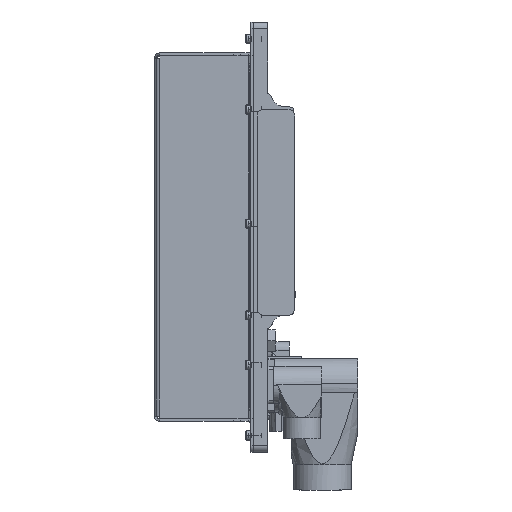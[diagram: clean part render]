
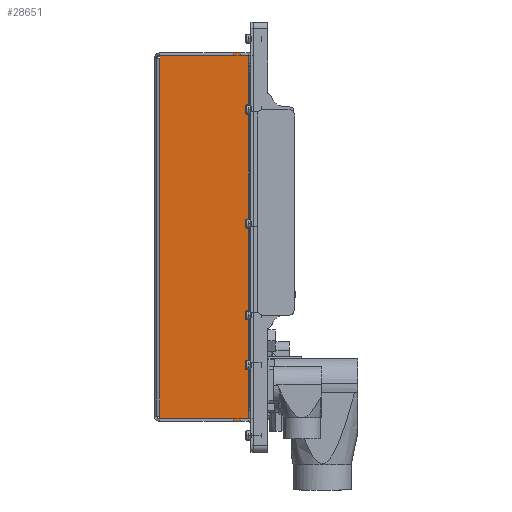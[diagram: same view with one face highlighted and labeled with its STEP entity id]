
A CAD part, left-side view. The second image highlights one B-rep face of the part: STEP entity #28651.
In plain terms, the highlighted face is planar.
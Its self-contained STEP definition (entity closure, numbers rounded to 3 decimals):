
#22 = EDGE_CURVE ( 'NONE', #2463, #17168, #30123, .T. ) ;
#440 = VECTOR ( 'NONE', #13080, 1000. ) ;
#524 = VERTEX_POINT ( 'NONE', #28905 ) ;
#570 = CARTESIAN_POINT ( 'NONE',  ( 134.95, 66.716, -4.004 ) ) ;
#640 = VERTEX_POINT ( 'NONE', #1838 ) ;
#914 = EDGE_CURVE ( 'NONE', #15959, #2411, #20863, .T. ) ;
#987 = FACE_OUTER_BOUND ( 'NONE', #16946, .T. ) ;
#1003 = DIRECTION ( 'NONE',  ( -1., 0., 0. ) ) ;
#1833 = DIRECTION ( 'NONE',  ( 0., 0., 1. ) ) ;
#1838 = CARTESIAN_POINT ( 'NONE',  ( -134.95, 66.716, -64.004 ) ) ;
#1885 = VECTOR ( 'NONE', #26780, 1000. ) ;
#2247 = DIRECTION ( 'NONE',  ( 0., 0., -1. ) ) ;
#2411 = VERTEX_POINT ( 'NONE', #20495 ) ;
#2463 = VERTEX_POINT ( 'NONE', #9050 ) ;
#2544 = VECTOR ( 'NONE', #11397, 1000. ) ;
#2667 = CARTESIAN_POINT ( 'NONE',  ( -134.95, 66.716, -70.004 ) ) ;
#3169 = LINE ( 'NONE', #2667, #31177 ) ;
#3820 = ORIENTED_EDGE ( 'NONE', *, *, #10055, .T. ) ;
#3884 = EDGE_CURVE ( 'NONE', #17982, #2463, #31204, .T. ) ;
#4073 = VECTOR ( 'NONE', #20516, 1000. ) ;
#4422 = DIRECTION ( 'NONE',  ( -1., 0., 0. ) ) ;
#5131 = ORIENTED_EDGE ( 'NONE', *, *, #6372, .T. ) ;
#5435 = EDGE_CURVE ( 'NONE', #2411, #26384, #12694, .T. ) ;
#5732 = EDGE_CURVE ( 'NONE', #10604, #15959, #22146, .T. ) ;
#6127 = CARTESIAN_POINT ( 'NONE',  ( 133., 66.716, 1051.426 ) ) ;
#6131 = CARTESIAN_POINT ( 'NONE',  ( 134.95, 66.716, -70.004 ) ) ;
#6325 = ORIENTED_EDGE ( 'NONE', *, *, #5732, .T. ) ;
#6329 = LINE ( 'NONE', #26758, #8957 ) ;
#6372 = EDGE_CURVE ( 'NONE', #26384, #17982, #6329, .T. ) ;
#6404 = CARTESIAN_POINT ( 'NONE',  ( 134.95, 66.716, -64.004 ) ) ;
#6816 = LINE ( 'NONE', #14911, #24284 ) ;
#7125 = ORIENTED_EDGE ( 'NONE', *, *, #5435, .T. ) ;
#7414 = VECTOR ( 'NONE', #29597, 1000. ) ;
#7428 = EDGE_CURVE ( 'NONE', #10658, #14640, #32490, .T. ) ;
#7872 = CARTESIAN_POINT ( 'NONE',  ( 134.95, 66.716, -59.004 ) ) ;
#7935 = CARTESIAN_POINT ( 'NONE',  ( -134.95, 66.716, -70.004 ) ) ;
#8429 = CARTESIAN_POINT ( 'NONE',  ( -134.95, 66.716, -59.004 ) ) ;
#8957 = VECTOR ( 'NONE', #32675, 1000. ) ;
#9050 = CARTESIAN_POINT ( 'NONE',  ( -137., 66.716, -59.004 ) ) ;
#9315 = LINE ( 'NONE', #17113, #7414 ) ;
#9472 = EDGE_CURVE ( 'NONE', #27325, #524, #28900, .T. ) ;
#9720 = CARTESIAN_POINT ( 'NONE',  ( -134.95, 66.716, -59.004 ) ) ;
#10055 = EDGE_CURVE ( 'NONE', #10109, #10658, #16634, .T. ) ;
#10109 = VERTEX_POINT ( 'NONE', #24610 ) ;
#10251 = CARTESIAN_POINT ( 'NONE',  ( 134.95, 66.716, -59.004 ) ) ;
#10273 = VERTEX_POINT ( 'NONE', #10290 ) ;
#10290 = CARTESIAN_POINT ( 'NONE',  ( 137., 66.716, -64.004 ) ) ;
#10578 = DIRECTION ( 'NONE',  ( 0., -1., 0. ) ) ;
#10604 = VERTEX_POINT ( 'NONE', #20047 ) ;
#10658 = VERTEX_POINT ( 'NONE', #10251 ) ;
#10687 = VERTEX_POINT ( 'NONE', #7935 ) ;
#11075 = PLANE ( 'NONE',  #25856 ) ;
#11113 = DIRECTION ( 'NONE',  ( 0., 0., 1. ) ) ;
#11326 = EDGE_CURVE ( 'NONE', #17168, #640, #15884, .T. ) ;
#11397 = DIRECTION ( 'NONE',  ( 0., 0., 1. ) ) ;
#11434 = VECTOR ( 'NONE', #1833, 1000. ) ;
#11601 = EDGE_CURVE ( 'NONE', #524, #10273, #29179, .T. ) ;
#11796 = VECTOR ( 'NONE', #32640, 1000. ) ;
#12109 = DIRECTION ( 'NONE',  ( -1., 0., 0. ) ) ;
#12563 = ORIENTED_EDGE ( 'NONE', *, *, #914, .T. ) ;
#12694 = LINE ( 'NONE', #12852, #26318 ) ;
#12852 = CARTESIAN_POINT ( 'NONE',  ( -134.95, 66.716, -4.004 ) ) ;
#13075 = DIRECTION ( 'NONE',  ( 0., 0., -1. ) ) ;
#13080 = DIRECTION ( 'NONE',  ( 1., 0., 0. ) ) ;
#13565 = CARTESIAN_POINT ( 'NONE',  ( -137., 66.716, -64.004 ) ) ;
#14640 = VERTEX_POINT ( 'NONE', #570 ) ;
#14811 = CARTESIAN_POINT ( 'NONE',  ( -137., 66.716, -59.004 ) ) ;
#14911 = CARTESIAN_POINT ( 'NONE',  ( 134.95, 66.716, -4.004 ) ) ;
#15462 = ORIENTED_EDGE ( 'NONE', *, *, #11326, .T. ) ;
#15689 = ORIENTED_EDGE ( 'NONE', *, *, #11601, .T. ) ;
#15721 = DIRECTION ( 'NONE',  ( 0., 0., -1. ) ) ;
#15884 = LINE ( 'NONE', #28526, #4073 ) ;
#15959 = VERTEX_POINT ( 'NONE', #29760 ) ;
#16475 = CARTESIAN_POINT ( 'NONE',  ( 134.95, 66.716, -59.004 ) ) ;
#16573 = ORIENTED_EDGE ( 'NONE', *, *, #26917, .T. ) ;
#16634 = LINE ( 'NONE', #16475, #1885 ) ;
#16666 = CARTESIAN_POINT ( 'NONE',  ( 0., 66.716, -4. ) ) ;
#16946 = EDGE_LOOP ( 'NONE', ( #16573, #6325, #12563, #7125, #5131, #28317, #28514, #15462, #28323, #31643, #23632, #15689, #19663, #3820, #23155, #19840 ) ) ;
#16955 = CARTESIAN_POINT ( 'NONE',  ( 133., 66.716, -4.004 ) ) ;
#17113 = CARTESIAN_POINT ( 'NONE',  ( -134.95, 66.716, -70.004 ) ) ;
#17168 = VERTEX_POINT ( 'NONE', #13565 ) ;
#17778 = VECTOR ( 'NONE', #11113, 1000. ) ;
#17982 = VERTEX_POINT ( 'NONE', #9720 ) ;
#18046 = CARTESIAN_POINT ( 'NONE',  ( -133., 66.716, 1051.426 ) ) ;
#18240 = EDGE_CURVE ( 'NONE', #10687, #27325, #9315, .T. ) ;
#18695 = VERTEX_POINT ( 'NONE', #16955 ) ;
#18768 = VECTOR ( 'NONE', #1003, 1000. ) ;
#19427 = VECTOR ( 'NONE', #4422, 1000. ) ;
#19521 = LINE ( 'NONE', #29362, #2544 ) ;
#19663 = ORIENTED_EDGE ( 'NONE', *, *, #28793, .T. ) ;
#19840 = ORIENTED_EDGE ( 'NONE', *, *, #31522, .T. ) ;
#20047 = CARTESIAN_POINT ( 'NONE',  ( 133., 66.716, -4. ) ) ;
#20447 = VECTOR ( 'NONE', #2247, 1000. ) ;
#20495 = CARTESIAN_POINT ( 'NONE',  ( -133., 66.716, -4.004 ) ) ;
#20497 = VECTOR ( 'NONE', #15721, 1000. ) ;
#20516 = DIRECTION ( 'NONE',  ( 1., 0., 0. ) ) ;
#20863 = LINE ( 'NONE', #18046, #20497 ) ;
#21196 = CARTESIAN_POINT ( 'NONE',  ( 0., 66.716, -70.004 ) ) ;
#22146 = LINE ( 'NONE', #16666, #19427 ) ;
#23155 = ORIENTED_EDGE ( 'NONE', *, *, #7428, .T. ) ;
#23632 = ORIENTED_EDGE ( 'NONE', *, *, #9472, .T. ) ;
#24284 = VECTOR ( 'NONE', #12109, 1000. ) ;
#24610 = CARTESIAN_POINT ( 'NONE',  ( 137., 66.716, -59.004 ) ) ;
#25454 = CARTESIAN_POINT ( 'NONE',  ( -134.95, 66.716, -4.004 ) ) ;
#25856 = AXIS2_PLACEMENT_3D ( 'NONE', #21196, #10578, #31354 ) ;
#26318 = VECTOR ( 'NONE', #30319, 1000. ) ;
#26384 = VERTEX_POINT ( 'NONE', #25454 ) ;
#26758 = CARTESIAN_POINT ( 'NONE',  ( -134.95, 66.716, -59.004 ) ) ;
#26780 = DIRECTION ( 'NONE',  ( -1., 0., 0. ) ) ;
#26917 = EDGE_CURVE ( 'NONE', #18695, #10604, #31061, .T. ) ;
#27325 = VERTEX_POINT ( 'NONE', #28494 ) ;
#28317 = ORIENTED_EDGE ( 'NONE', *, *, #3884, .T. ) ;
#28323 = ORIENTED_EDGE ( 'NONE', *, *, #31666, .T. ) ;
#28494 = CARTESIAN_POINT ( 'NONE',  ( 134.95, 66.716, -70.004 ) ) ;
#28514 = ORIENTED_EDGE ( 'NONE', *, *, #22, .T. ) ;
#28526 = CARTESIAN_POINT ( 'NONE',  ( -134.95, 66.716, -64.004 ) ) ;
#28651 = ADVANCED_FACE ( 'NONE', ( #987 ), #11075, .T. ) ;
#28793 = EDGE_CURVE ( 'NONE', #10273, #10109, #19521, .T. ) ;
#28900 = LINE ( 'NONE', #6131, #11434 ) ;
#28905 = CARTESIAN_POINT ( 'NONE',  ( 134.95, 66.716, -64.004 ) ) ;
#29179 = LINE ( 'NONE', #6404, #440 ) ;
#29362 = CARTESIAN_POINT ( 'NONE',  ( 137., 66.716, -59.004 ) ) ;
#29597 = DIRECTION ( 'NONE',  ( 1., 0., 0. ) ) ;
#29760 = CARTESIAN_POINT ( 'NONE',  ( -133., 66.716, -4. ) ) ;
#30123 = LINE ( 'NONE', #14811, #20447 ) ;
#30319 = DIRECTION ( 'NONE',  ( -1., 0., 0. ) ) ;
#31061 = LINE ( 'NONE', #6127, #17778 ) ;
#31177 = VECTOR ( 'NONE', #13075, 1000. ) ;
#31204 = LINE ( 'NONE', #8429, #18768 ) ;
#31354 = DIRECTION ( 'NONE',  ( 1., 0., 0. ) ) ;
#31522 = EDGE_CURVE ( 'NONE', #14640, #18695, #6816, .T. ) ;
#31643 = ORIENTED_EDGE ( 'NONE', *, *, #18240, .T. ) ;
#31666 = EDGE_CURVE ( 'NONE', #640, #10687, #3169, .T. ) ;
#32490 = LINE ( 'NONE', #7872, #11796 ) ;
#32640 = DIRECTION ( 'NONE',  ( 0., 0., 1. ) ) ;
#32675 = DIRECTION ( 'NONE',  ( 0., 0., -1. ) ) ;
